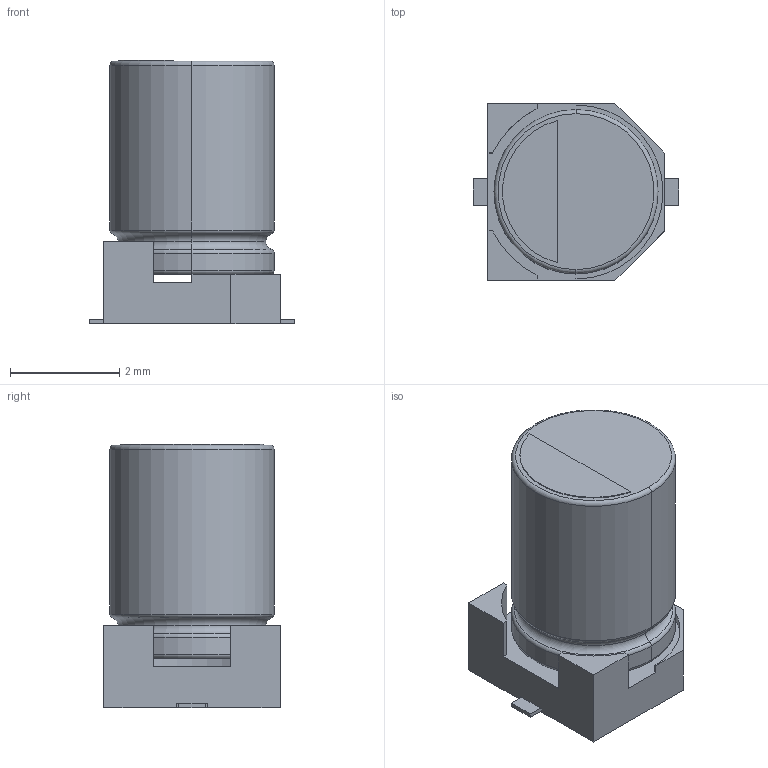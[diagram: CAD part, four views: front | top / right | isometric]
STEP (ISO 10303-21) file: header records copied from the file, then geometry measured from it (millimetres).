
FILE_DESCRIPTION(('FreeCAD Model'),'2;1');
FILE_NAME('Cap_SMD_el_4x5.step', '2016-01-05T23:06:23',('Author'),(''), 'Open CASCADE STEP processor 6.8','FreeCAD','Unknown');
FILE_SCHEMA(('AUTOMOTIVE_DESIGN_CC2 { 1 2 10303 214 -1 1 5 4 }'));
Length unit declared in the file: millimetre
Products named in the file (2): ASSEMBLY; Fusion002
Assembly tree (1 placements, depth 2):
  ASSEMBLY
    Fusion002
Bounding box: 3.75 x 3.23 x 4.82 mm (x, y, z)
Volume: 35.1 mm3; surface area: 87.2 mm2
Topology: 2 solids, 2 shells, 61 faces, 150 edges, 94 vertices
Faces by surface type: plane 41, torus 12, cylinder 8
Entity records: 5957 total; most frequent: CARTESIAN_POINT 2551, DIRECTION 530, LINE 320, VECTOR 320, ORIENTED_EDGE 300, PCURVE 300, DEFINITIONAL_REPRESENTATION 300, EDGE_CURVE 150
